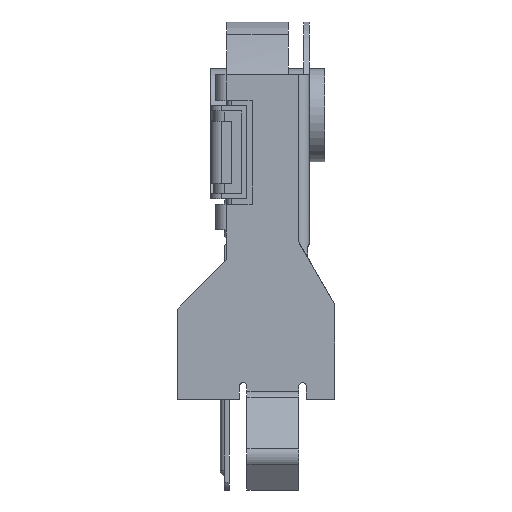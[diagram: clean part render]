
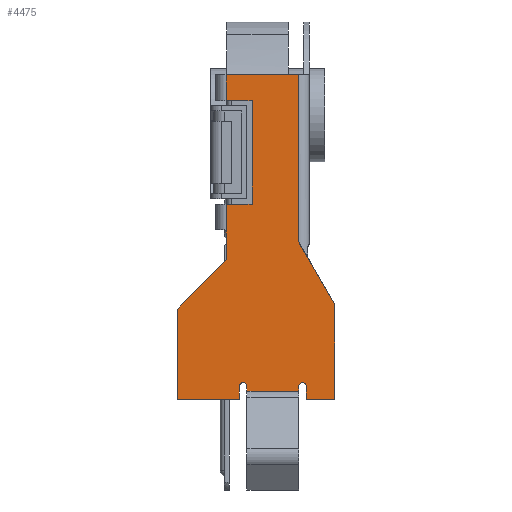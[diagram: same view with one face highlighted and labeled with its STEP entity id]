
A CAD part, front view. The second image highlights one B-rep face of the part: STEP entity #4475.
In plain terms, the highlighted planar face has unit normal (0, -1, 0).
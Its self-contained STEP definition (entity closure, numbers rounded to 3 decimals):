
#195=PLANE('',#4848);
#324=CIRCLE('',#4841,0.15);
#325=CIRCLE('',#4843,0.15);
#710=LINE('',#7935,#1194);
#747=LINE('',#8044,#1231);
#755=LINE('',#8067,#1239);
#759=LINE('',#8074,#1243);
#764=LINE('',#8094,#1248);
#766=LINE('',#8097,#1250);
#769=LINE('',#8102,#1253);
#772=LINE('',#8113,#1256);
#779=LINE('',#8134,#1263);
#791=LINE('',#8163,#1275);
#793=LINE('',#8168,#1277);
#796=LINE('',#8172,#1280);
#797=LINE('',#8175,#1281);
#799=LINE('',#8179,#1283);
#801=LINE('',#8183,#1285);
#803=LINE('',#8187,#1287);
#806=LINE('',#8197,#1290);
#808=LINE('',#8200,#1292);
#810=LINE('',#8206,#1294);
#1194=VECTOR('',#5782,10.);
#1231=VECTOR('',#5869,10.);
#1239=VECTOR('',#5891,10.);
#1243=VECTOR('',#5897,10.);
#1248=VECTOR('',#5926,10.);
#1250=VECTOR('',#5930,10.);
#1253=VECTOR('',#5935,10.);
#1256=VECTOR('',#5946,10.);
#1263=VECTOR('',#5963,10.);
#1275=VECTOR('',#5995,10.);
#1277=VECTOR('',#5999,10.);
#1280=VECTOR('',#6004,10.);
#1281=VECTOR('',#6007,10.);
#1283=VECTOR('',#6011,10.);
#1285=VECTOR('',#6015,10.);
#1287=VECTOR('',#6019,10.);
#1290=VECTOR('',#6032,10.);
#1292=VECTOR('',#6036,10.);
#1294=VECTOR('',#6044,10.);
#1588=FACE_OUTER_BOUND('',#1834,.T.);
#1834=EDGE_LOOP('',(#4175,#4176,#4177,#4178,#4179,#4180,#4181,#4182,#4183,
#4184,#4185,#4186,#4187,#4188,#4189,#4190,#4191,#4192,#4193,#4194,#4195));
#2215=VERTEX_POINT('',#7932);
#2216=VERTEX_POINT('',#7934);
#2252=VERTEX_POINT('',#8041);
#2253=VERTEX_POINT('',#8043);
#2258=VERTEX_POINT('',#8060);
#2261=VERTEX_POINT('',#8065);
#2263=VERTEX_POINT('',#8072);
#2266=VERTEX_POINT('',#8093);
#2267=VERTEX_POINT('',#8100);
#2270=VERTEX_POINT('',#8110);
#2271=VERTEX_POINT('',#8112);
#2279=VERTEX_POINT('',#8130);
#2287=VERTEX_POINT('',#8162);
#2288=VERTEX_POINT('',#8166);
#2289=VERTEX_POINT('',#8167);
#2290=VERTEX_POINT('',#8174);
#2291=VERTEX_POINT('',#8178);
#2292=VERTEX_POINT('',#8182);
#2293=VERTEX_POINT('',#8186);
#2294=VERTEX_POINT('',#8192);
#2295=VERTEX_POINT('',#8196);
#2807=EDGE_CURVE('',#2215,#2216,#710,.T.);
#2857=EDGE_CURVE('',#2252,#2253,#747,.T.);
#2869=EDGE_CURVE('',#2261,#2258,#755,.T.);
#2873=EDGE_CURVE('',#2261,#2263,#759,.T.);
#2881=EDGE_CURVE('',#2263,#2266,#764,.T.);
#2883=EDGE_CURVE('',#2266,#2253,#766,.T.);
#2886=EDGE_CURVE('',#2252,#2267,#769,.T.);
#2891=EDGE_CURVE('',#2270,#2271,#772,.T.);
#2902=EDGE_CURVE('',#2271,#2279,#779,.T.);
#2916=EDGE_CURVE('',#2279,#2287,#791,.T.);
#2918=EDGE_CURVE('',#2288,#2289,#793,.T.);
#2921=EDGE_CURVE('',#2288,#2216,#796,.T.);
#2922=EDGE_CURVE('',#2290,#2267,#797,.T.);
#2924=EDGE_CURVE('',#2290,#2291,#799,.T.);
#2926=EDGE_CURVE('',#2291,#2292,#801,.T.);
#2928=EDGE_CURVE('',#2293,#2292,#803,.T.);
#2930=EDGE_CURVE('',#2287,#2293,#324,.T.);
#2931=EDGE_CURVE('',#2294,#2270,#325,.T.);
#2933=EDGE_CURVE('',#2295,#2294,#806,.T.);
#2935=EDGE_CURVE('',#2295,#2289,#808,.T.);
#2938=EDGE_CURVE('',#2215,#2258,#810,.T.);
#4175=ORIENTED_EDGE('',*,*,#2807,.F.);
#4176=ORIENTED_EDGE('',*,*,#2938,.T.);
#4177=ORIENTED_EDGE('',*,*,#2869,.F.);
#4178=ORIENTED_EDGE('',*,*,#2873,.T.);
#4179=ORIENTED_EDGE('',*,*,#2881,.T.);
#4180=ORIENTED_EDGE('',*,*,#2883,.T.);
#4181=ORIENTED_EDGE('',*,*,#2857,.F.);
#4182=ORIENTED_EDGE('',*,*,#2886,.T.);
#4183=ORIENTED_EDGE('',*,*,#2922,.F.);
#4184=ORIENTED_EDGE('',*,*,#2924,.T.);
#4185=ORIENTED_EDGE('',*,*,#2926,.T.);
#4186=ORIENTED_EDGE('',*,*,#2928,.F.);
#4187=ORIENTED_EDGE('',*,*,#2930,.F.);
#4188=ORIENTED_EDGE('',*,*,#2916,.F.);
#4189=ORIENTED_EDGE('',*,*,#2902,.F.);
#4190=ORIENTED_EDGE('',*,*,#2891,.F.);
#4191=ORIENTED_EDGE('',*,*,#2931,.F.);
#4192=ORIENTED_EDGE('',*,*,#2933,.F.);
#4193=ORIENTED_EDGE('',*,*,#2935,.T.);
#4194=ORIENTED_EDGE('',*,*,#2918,.F.);
#4195=ORIENTED_EDGE('',*,*,#2921,.T.);
#4475=ADVANCED_FACE('',(#1588),#195,.T.);
#4841=AXIS2_PLACEMENT_3D('',#8190,#6023,#6024);
#4843=AXIS2_PLACEMENT_3D('',#8193,#6027,#6028);
#4848=AXIS2_PLACEMENT_3D('',#8205,#6042,#6043);
#5782=DIRECTION('',(0.,0.,-1.));
#5869=DIRECTION('',(0.,0.,1.));
#5891=DIRECTION('',(0.,0.,1.));
#5897=DIRECTION('',(1.,0.,0.));
#5926=DIRECTION('',(0.,0.,-1.));
#5930=DIRECTION('',(-1.,0.,0.));
#5935=DIRECTION('',(0.,0.,-1.));
#5946=DIRECTION('',(0.,0.,-1.));
#5963=DIRECTION('',(-1.,0.,0.));
#5995=DIRECTION('',(0.,0.,1.));
#5999=DIRECTION('',(0.,0.,-1.));
#6004=DIRECTION('',(-0.5,0.,0.866));
#6007=DIRECTION('',(0.707,0.,0.707));
#6011=DIRECTION('',(0.,0.,-1.));
#6015=DIRECTION('',(1.,0.,0.));
#6019=DIRECTION('',(0.,0.,-1.));
#6023=DIRECTION('center_axis',(0.,-1.,0.));
#6024=DIRECTION('ref_axis',(1.,0.,0.));
#6027=DIRECTION('center_axis',(0.,-1.,0.));
#6028=DIRECTION('ref_axis',(1.,0.,0.));
#6032=DIRECTION('',(0.,0.,1.));
#6036=DIRECTION('',(1.,0.,0.));
#6042=DIRECTION('center_axis',(0.,-1.,0.));
#6043=DIRECTION('ref_axis',(0.,0.,-1.));
#6044=DIRECTION('',(-1.,0.,0.));
#7932=CARTESIAN_POINT('',(3.4,-4.9,1.558));
#7934=CARTESIAN_POINT('',(3.4,-4.9,-4.907));
#7935=CARTESIAN_POINT('',(3.4,-4.9,-1.21));
#8041=CARTESIAN_POINT('',(0.6,-4.9,-4.442));
#8043=CARTESIAN_POINT('',(0.6,-4.9,-3.442));
#8044=CARTESIAN_POINT('',(0.6,-4.9,-3.081));
#8060=CARTESIAN_POINT('',(0.6,-4.9,1.558));
#8065=CARTESIAN_POINT('',(0.6,-4.9,0.558));
#8067=CARTESIAN_POINT('',(0.6,-4.9,-0.581));
#8072=CARTESIAN_POINT('',(1.6,-4.9,0.558));
#8074=CARTESIAN_POINT('',(1.2,-4.9,0.558));
#8093=CARTESIAN_POINT('',(1.6,-4.9,-3.442));
#8094=CARTESIAN_POINT('',(1.6,-4.9,-0.581));
#8097=CARTESIAN_POINT('',(1.6,-4.9,-3.442));
#8100=CARTESIAN_POINT('',(0.6,-4.9,-5.6));
#8102=CARTESIAN_POINT('',(0.6,-4.9,1.158));
#8110=CARTESIAN_POINT('',(3.4,-4.9,-10.5));
#8112=CARTESIAN_POINT('',(3.4,-4.9,-10.681));
#8113=CARTESIAN_POINT('',(3.4,-4.9,-10.5));
#8130=CARTESIAN_POINT('',(1.4,-4.9,-10.681));
#8134=CARTESIAN_POINT('',(1.6,-4.9,-10.681));
#8162=CARTESIAN_POINT('',(1.4,-4.9,-10.5));
#8163=CARTESIAN_POINT('',(1.4,-4.9,-11.));
#8166=CARTESIAN_POINT('',(4.8,-4.9,-7.332));
#8167=CARTESIAN_POINT('',(4.8,-4.9,-11.));
#8168=CARTESIAN_POINT('',(4.8,-4.9,-7.332));
#8172=CARTESIAN_POINT('',(4.8,-4.9,-7.332));
#8174=CARTESIAN_POINT('',(-1.3,-4.9,-7.5));
#8175=CARTESIAN_POINT('',(-1.3,-4.9,-7.5));
#8178=CARTESIAN_POINT('',(-1.3,-4.9,-11.));
#8179=CARTESIAN_POINT('',(-1.3,-4.9,-7.5));
#8182=CARTESIAN_POINT('',(1.1,-4.9,-11.));
#8183=CARTESIAN_POINT('',(-1.3,-4.9,-11.));
#8186=CARTESIAN_POINT('',(1.1,-4.9,-10.5));
#8187=CARTESIAN_POINT('',(1.1,-4.9,-10.5));
#8190=CARTESIAN_POINT('Origin',(1.25,-4.9,-10.5));
#8192=CARTESIAN_POINT('',(3.7,-4.9,-10.5));
#8193=CARTESIAN_POINT('Origin',(3.55,-4.9,-10.5));
#8196=CARTESIAN_POINT('',(3.7,-4.9,-11.));
#8197=CARTESIAN_POINT('',(3.7,-4.9,-11.));
#8200=CARTESIAN_POINT('',(0.6,-4.9,-11.));
#8205=CARTESIAN_POINT('Origin',(1.8,-4.9,-1.721));
#8206=CARTESIAN_POINT('',(0.6,-4.9,1.558));
